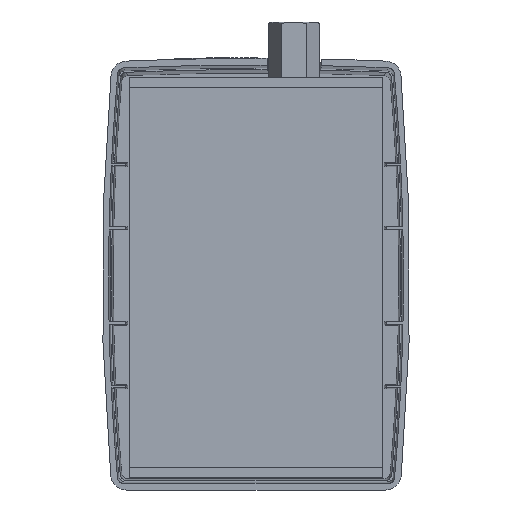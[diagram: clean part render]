
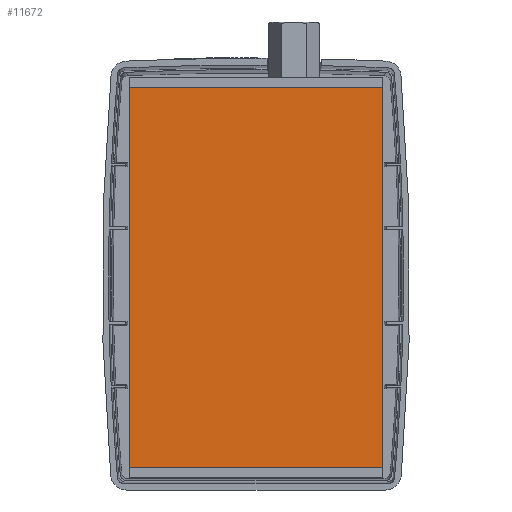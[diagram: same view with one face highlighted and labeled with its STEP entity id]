
A CAD part, front view. The second image highlights one B-rep face of the part: STEP entity #11672.
In plain terms, the highlighted planar face has unit normal (0, -1, 0).
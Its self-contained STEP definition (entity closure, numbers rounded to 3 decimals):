
#622 = LINE ( 'NONE', #15024, #23338 ) ;
#1931 = LINE ( 'NONE', #15535, #24597 ) ;
#2517 = EDGE_LOOP ( 'NONE', ( #23910, #17642, #17342, #4050 ) ) ;
#4050 = ORIENTED_EDGE ( 'NONE', *, *, #25121, .T. ) ;
#5059 = VERTEX_POINT ( 'NONE', #11883 ) ;
#5523 = CARTESIAN_POINT ( 'NONE',  ( 39.95, -3., -60. ) ) ;
#6018 = CARTESIAN_POINT ( 'NONE',  ( -39.95, -3., 60. ) ) ;
#7270 = FACE_OUTER_BOUND ( 'NONE', #2517, .T. ) ;
#8144 = DIRECTION ( 'NONE',  ( -1., 0., 0. ) ) ;
#8748 = LINE ( 'NONE', #25018, #20350 ) ;
#11113 = DIRECTION ( 'NONE',  ( 0., 1., 0. ) ) ;
#11672 = ADVANCED_FACE ( 'NONE', ( #7270 ), #15424, .F. ) ;
#11883 = CARTESIAN_POINT ( 'NONE',  ( -39.95, -3., 60. ) ) ;
#12970 = AXIS2_PLACEMENT_3D ( 'NONE', #24213, #11113, #26395 ) ;
#13453 = EDGE_CURVE ( 'NONE', #24898, #5059, #15383, .T. ) ;
#13638 = EDGE_CURVE ( 'NONE', #24113, #24898, #1931, .T. ) ;
#14381 = CARTESIAN_POINT ( 'NONE',  ( -39.95, -3., -60. ) ) ;
#14981 = VERTEX_POINT ( 'NONE', #14381 ) ;
#15024 = CARTESIAN_POINT ( 'NONE',  ( -39.95, -3., -60. ) ) ;
#15383 = LINE ( 'NONE', #6018, #26989 ) ;
#15424 = PLANE ( 'NONE',  #12970 ) ;
#15535 = CARTESIAN_POINT ( 'NONE',  ( 39.95, -3., -60. ) ) ;
#15702 = CARTESIAN_POINT ( 'NONE',  ( 39.95, -3., 60. ) ) ;
#17234 = DIRECTION ( 'NONE',  ( 0., 0., -1. ) ) ;
#17342 = ORIENTED_EDGE ( 'NONE', *, *, #22345, .T. ) ;
#17642 = ORIENTED_EDGE ( 'NONE', *, *, #13453, .T. ) ;
#17757 = DIRECTION ( 'NONE',  ( 0., 0., 1. ) ) ;
#20350 = VECTOR ( 'NONE', #27199, 1000. ) ;
#22345 = EDGE_CURVE ( 'NONE', #5059, #14981, #622, .T. ) ;
#23338 = VECTOR ( 'NONE', #17234, 1000. ) ;
#23910 = ORIENTED_EDGE ( 'NONE', *, *, #13638, .T. ) ;
#24113 = VERTEX_POINT ( 'NONE', #5523 ) ;
#24213 = CARTESIAN_POINT ( 'NONE',  ( 0., -3., 0. ) ) ;
#24597 = VECTOR ( 'NONE', #17757, 1000. ) ;
#24898 = VERTEX_POINT ( 'NONE', #15702 ) ;
#25018 = CARTESIAN_POINT ( 'NONE',  ( -39.95, -3., -60. ) ) ;
#25121 = EDGE_CURVE ( 'NONE', #14981, #24113, #8748, .T. ) ;
#26395 = DIRECTION ( 'NONE',  ( 0., 0., 1. ) ) ;
#26989 = VECTOR ( 'NONE', #8144, 1000. ) ;
#27199 = DIRECTION ( 'NONE',  ( 1., 0., 0. ) ) ;
